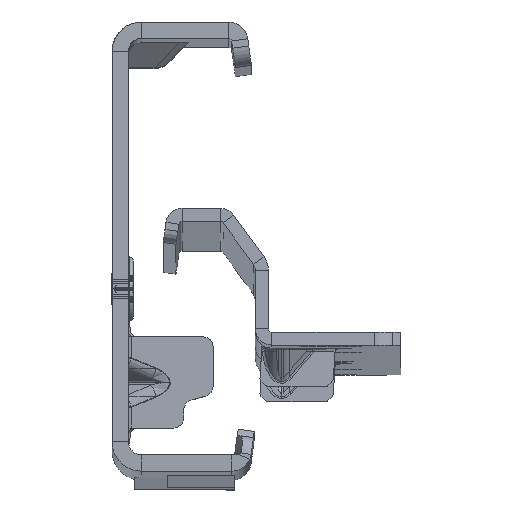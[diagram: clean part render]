
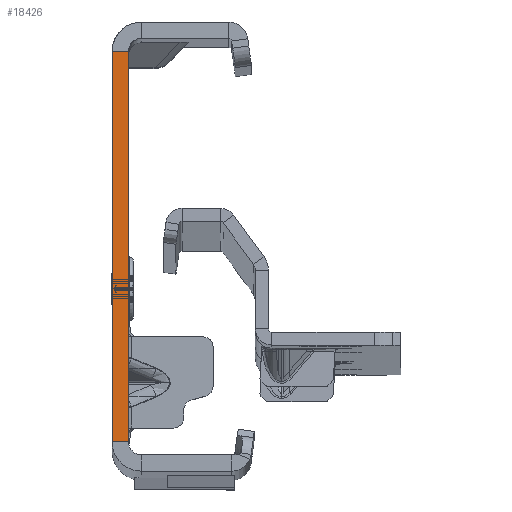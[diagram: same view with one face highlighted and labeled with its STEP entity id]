
A CAD part, top view. The second image highlights one B-rep face of the part: STEP entity #18426.
In plain terms, the highlighted planar face has unit normal (0, 0, 1).
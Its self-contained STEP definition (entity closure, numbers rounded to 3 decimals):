
#1365 = VERTEX_POINT ( 'NONE', #4442 ) ;
#1909 = CARTESIAN_POINT ( 'NONE',  ( 0., -30., 0. ) ) ;
#1954 = ORIENTED_EDGE ( 'NONE', *, *, #8603, .F. ) ;
#2517 = EDGE_CURVE ( 'NONE', #1365, #3423, #7360, .T. ) ;
#2611 = CARTESIAN_POINT ( 'NONE',  ( -2.5, -32., 0. ) ) ;
#3179 = LINE ( 'NONE', #18775, #14811 ) ;
#3423 = VERTEX_POINT ( 'NONE', #5996 ) ;
#4442 = CARTESIAN_POINT ( 'NONE',  ( 0., 30., 0. ) ) ;
#5996 = CARTESIAN_POINT ( 'NONE',  ( -2.5, 30., 0. ) ) ;
#6033 = AXIS2_PLACEMENT_3D ( 'NONE', #23048, #21175, #15617 ) ;
#6082 = FACE_OUTER_BOUND ( 'NONE', #21300, .T. ) ;
#6415 = DIRECTION ( 'NONE',  ( 0., -1., 0. ) ) ;
#7179 = CARTESIAN_POINT ( 'NONE',  ( 0., -32., 0. ) ) ;
#7230 = CARTESIAN_POINT ( 'NONE',  ( 0., 30., 0. ) ) ;
#7360 = LINE ( 'NONE', #7230, #9398 ) ;
#8416 = ORIENTED_EDGE ( 'NONE', *, *, #2517, .T. ) ;
#8603 = EDGE_CURVE ( 'NONE', #10313, #15717, #3179, .T. ) ;
#9263 = ORIENTED_EDGE ( 'NONE', *, *, #22179, .T. ) ;
#9398 = VECTOR ( 'NONE', #24791, 1000. ) ;
#10313 = VERTEX_POINT ( 'NONE', #1909 ) ;
#10806 = DIRECTION ( 'NONE',  ( 0., -1., 0. ) ) ;
#11724 = EDGE_CURVE ( 'NONE', #1365, #10313, #24136, .T. ) ;
#12134 = CARTESIAN_POINT ( 'NONE',  ( -2.5, -30., 0. ) ) ;
#14811 = VECTOR ( 'NONE', #18662, 1000. ) ;
#15617 = DIRECTION ( 'NONE',  ( 1., 0., 0. ) ) ;
#15717 = VERTEX_POINT ( 'NONE', #12134 ) ;
#17754 = VECTOR ( 'NONE', #6415, 1000. ) ;
#18426 = ADVANCED_FACE ( 'NONE', ( #6082 ), #21303, .T. ) ;
#18662 = DIRECTION ( 'NONE',  ( -1., 0., 0. ) ) ;
#18775 = CARTESIAN_POINT ( 'NONE',  ( 0., -30., 0. ) ) ;
#19501 = VECTOR ( 'NONE', #10806, 1000. ) ;
#20222 = LINE ( 'NONE', #2611, #17754 ) ;
#20728 = ORIENTED_EDGE ( 'NONE', *, *, #11724, .F. ) ;
#21175 = DIRECTION ( 'NONE',  ( 0., 0., 1. ) ) ;
#21300 = EDGE_LOOP ( 'NONE', ( #20728, #8416, #9263, #1954 ) ) ;
#21303 = PLANE ( 'NONE',  #6033 ) ;
#22179 = EDGE_CURVE ( 'NONE', #3423, #15717, #20222, .T. ) ;
#23048 = CARTESIAN_POINT ( 'NONE',  ( -2.5, -32., 0. ) ) ;
#24136 = LINE ( 'NONE', #7179, #19501 ) ;
#24791 = DIRECTION ( 'NONE',  ( -1., 0., 0. ) ) ;
